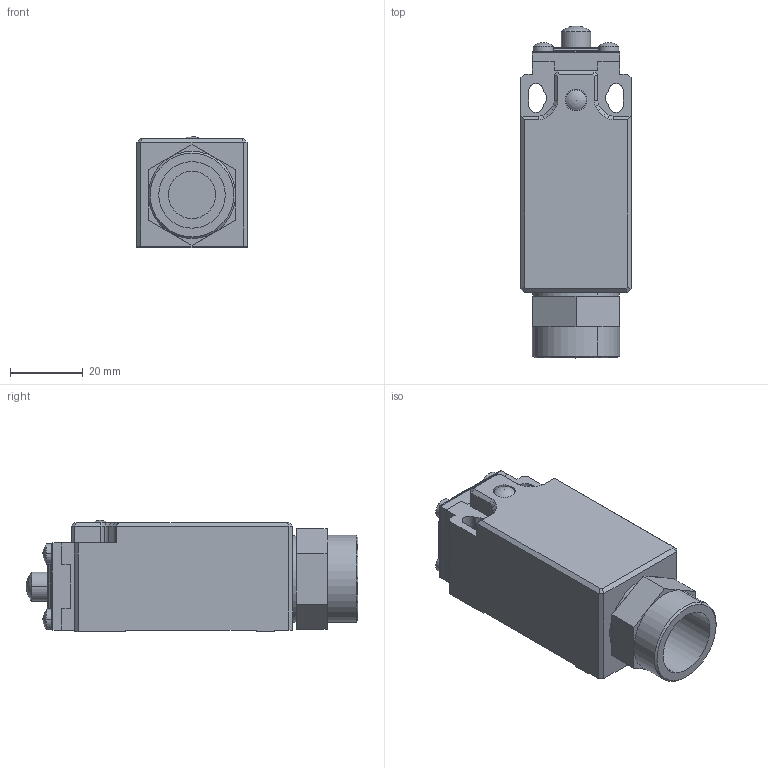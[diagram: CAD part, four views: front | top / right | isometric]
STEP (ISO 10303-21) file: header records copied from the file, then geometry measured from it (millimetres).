
FILE_DESCRIPTION (( 'STEP AP214' ), '1' );
FILE_NAME ('AAP2T10Z11.step', '2019-09-05T21:00:59', ( '' ), ( '' ), 'SwSTEP 2.0', 'SolidWorks 2018', '' );
FILE_SCHEMA (( 'AUTOMOTIVE_DESIGN' ));
Length unit declared in the file: inch
Products named in the file (1): AAP2T10Z11
Bounding box: 30.3 x 91.3 x 30.6 mm (x, y, z)
Volume: 56607.1 mm3; surface area: 17585.8 mm2
Topology: 5 solids, 5 shells, 218 faces, 548 edges, 348 vertices
Faces by surface type: plane 117, cylinder 76, cone 14, sphere 11
Entity records: 6576 total; most frequent: DIRECTION 1146, CARTESIAN_POINT 1136, ORIENTED_EDGE 1092, EDGE_CURVE 546, AXIS2_PLACEMENT_3D 389, LINE 368, VECTOR 368, VERTEX_POINT 347
